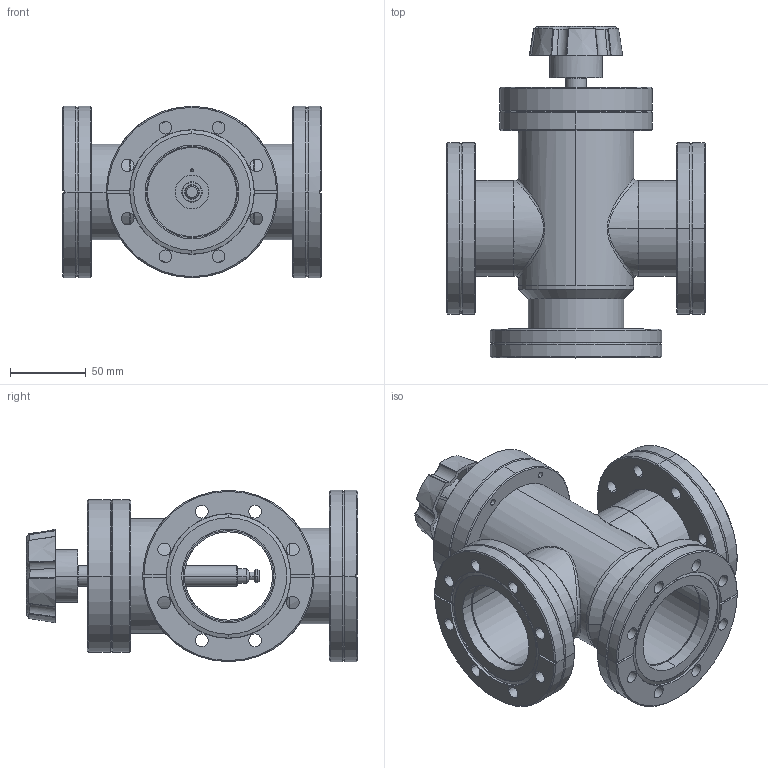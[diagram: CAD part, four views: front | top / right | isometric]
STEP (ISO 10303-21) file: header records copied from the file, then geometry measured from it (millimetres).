
FILE_DESCRIPTION (( 'STEP AP214' ), '1' );
FILE_NAME ('T-2500-H-CF_TEE_VALVE_MANUAL.STEP', '2020-05-07T05:57:01', ( 'admin' ), ( 'Microsoft' ), 'SwSTEP 2.0', 'SolidWorks 2016', '' );
FILE_SCHEMA (( 'AUTOMOTIVE_DESIGN' ));
Length unit declared in the file: inch
Products named in the file (1): T-2500-H-CF_TEE_VALVE_MANUAL
Bounding box: 171.45 x 219.74 x 113.54 mm (x, y, z)
Volume: 686116.7 mm3; surface area: 281715.9 mm2
Topology: 16 solids, 16 shells, 474 faces, 1204 edges, 786 vertices
Faces by surface type: cylinder 232, plane 113, cone 105, bspline 24
Entity records: 19488 total; most frequent: CARTESIAN_POINT 7581, DIRECTION 2480, ORIENTED_EDGE 2408, EDGE_CURVE 1204, AXIS2_PLACEMENT_3D 1042, VERTEX_POINT 786, EDGE_LOOP 604, CIRCLE 591
